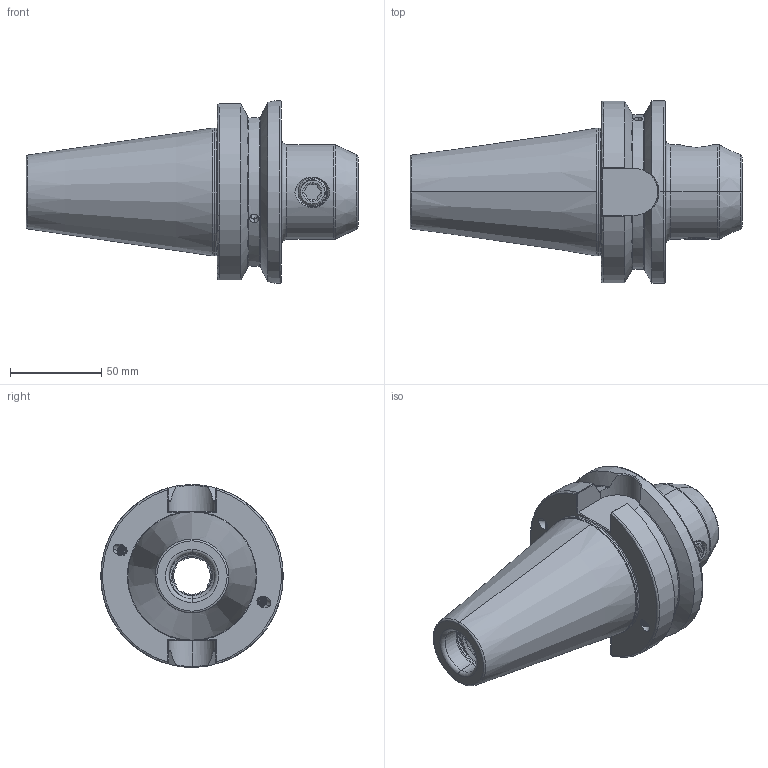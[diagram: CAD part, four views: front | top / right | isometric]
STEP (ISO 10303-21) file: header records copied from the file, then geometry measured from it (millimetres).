
FILE_DESCRIPTION (( 'STEP AP203' ), '1' );
FILE_NAME ('506.04.20.K.STEP', '2016-08-08T06:06:13', ( '' ), ( '' ), 'SwSTEP 2.0', 'SolidWorks 2012', '' );
FILE_SCHEMA (( 'CONFIG_CONTROL_DESIGN' ));
Length unit declared in the file: millimetre
Products named in the file (3): 506.04.20.K; 側固16_M16x2_16L
Assembly tree (2 placements, depth 2):
  506.04.20.K
    506.04.20.K
    側固16_M16x2_16L
Bounding box: 181.8 x 100 x 100 mm (x, y, z)
Volume: 504660.5 mm3; surface area: 68575.7 mm2
Topology: 2 solids, 2 shells, 295 faces, 809 edges, 516 vertices
Faces by surface type: cylinder 139, plane 54, torus 45, cone 32, bspline 23, sphere 2
Entity records: 20756 total; most frequent: CARTESIAN_POINT 13733, ORIENTED_EDGE 1606, DIRECTION 1233, EDGE_CURVE 803, VERTEX_POINT 516, AXIS2_PLACEMENT_3D 502, EDGE_LOOP 311, ADVANCED_FACE 295
